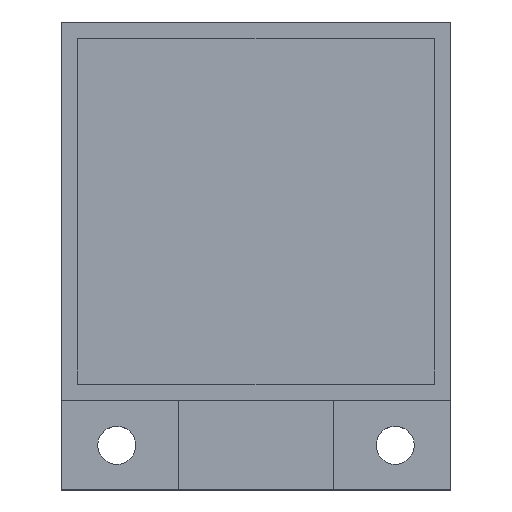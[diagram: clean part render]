
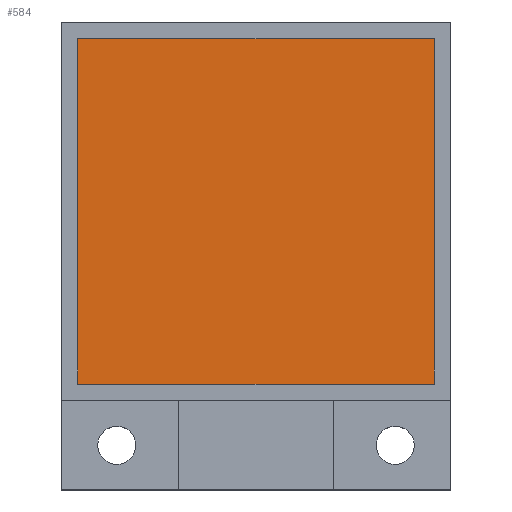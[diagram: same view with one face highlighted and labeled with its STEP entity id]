
A CAD part, top view. The second image highlights one B-rep face of the part: STEP entity #584.
In plain terms, the highlighted planar face has unit normal (0, 0, 1).
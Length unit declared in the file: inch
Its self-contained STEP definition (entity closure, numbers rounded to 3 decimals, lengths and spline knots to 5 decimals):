
#193=DIRECTION('',(1.,0.,0.));
#194=VECTOR('',#193,1.25984);
#195=CARTESIAN_POINT('',(-0.62992,0.37402,
0.33465));
#196=LINE('',#195,#194);
#197=DIRECTION('',(0.,-1.,0.));
#198=VECTOR('',#197,1.22047);
#199=CARTESIAN_POINT('',(-0.62992,1.59449,
0.33465));
#200=LINE('',#199,#198);
#201=DIRECTION('',(-1.,0.,0.));
#202=VECTOR('',#201,1.25984);
#203=CARTESIAN_POINT('',(0.62992,1.59449,0.33465));
#204=LINE('',#203,#202);
#205=DIRECTION('',(0.,1.,0.));
#206=VECTOR('',#205,1.22047);
#207=CARTESIAN_POINT('',(0.62992,0.37402,
0.33465));
#208=LINE('',#207,#206);
#265=CARTESIAN_POINT('',(-0.62992,0.37402,
0.33465));
#266=CARTESIAN_POINT('',(0.62992,0.37402,
0.33465));
#267=VERTEX_POINT('',#265);
#268=VERTEX_POINT('',#266);
#269=CARTESIAN_POINT('',(0.62992,1.59449,0.33465));
#270=VERTEX_POINT('',#269);
#271=CARTESIAN_POINT('',(-0.62992,1.59449,
0.33465));
#272=VERTEX_POINT('',#271);
#573=CARTESIAN_POINT('',(0.,0.,0.33465));
#574=DIRECTION('',(0.,0.,1.));
#575=DIRECTION('',(1.,0.,0.));
#576=AXIS2_PLACEMENT_3D('',#573,#574,#575);
#577=PLANE('',#576);
#578=ORIENTED_EDGE('',*,*,#525,.F.);
#579=ORIENTED_EDGE('',*,*,#540,.F.);
#580=ORIENTED_EDGE('',*,*,#554,.F.);
#581=ORIENTED_EDGE('',*,*,#567,.F.);
#582=EDGE_LOOP('',(#578,#579,#580,#581));
#583=FACE_OUTER_BOUND('',#582,.F.);
#584=ADVANCED_FACE('',(#583),#577,.T.);
#525=EDGE_CURVE('',#267,#268,#196,.T.);
#540=EDGE_CURVE('',#272,#267,#200,.T.);
#554=EDGE_CURVE('',#270,#272,#204,.T.);
#567=EDGE_CURVE('',#268,#270,#208,.T.);
